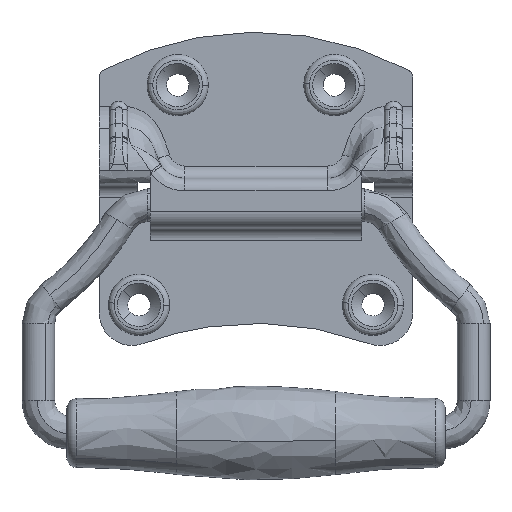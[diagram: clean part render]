
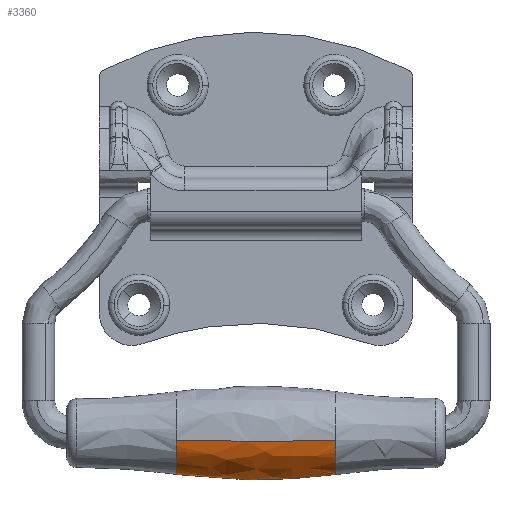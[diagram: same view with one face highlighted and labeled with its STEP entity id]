
A CAD part, front view. The second image highlights one B-rep face of the part: STEP entity #3360.
In plain terms, the highlighted free-form (B-spline) face has degree [2, 2] with [3, 3] control points.
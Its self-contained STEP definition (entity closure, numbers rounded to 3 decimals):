
#3095=CARTESIAN_POINT('',(-19.602,0.,-66.214));
#3096=VERTEX_POINT('',#3095);
#3141=CARTESIAN_POINT('',(19.602,0.,-66.214));
#3142=VERTEX_POINT('',#3141);
#3150=CARTESIAN_POINT('',(-19.602,0.,-66.214));
#3151=CARTESIAN_POINT('',(-13.309,0.,-67.043));
#3152=CARTESIAN_POINT('',(-0.207,0.,-67.93));
#3153=CARTESIAN_POINT('',(12.903,0.,-67.097));
#3154=CARTESIAN_POINT('',(19.602,0.,-66.214));
#3155=B_SPLINE_CURVE_WITH_KNOTS('',3,(#3150,#3151,#3152,#3153,#3154),.UNSPECIFIED.,.F.,.U.,(4,1,4),(0.,19.044,39.317),.UNSPECIFIED.);
#3156=EDGE_CURVE('',#3096,#3142,#3155,.T.);
#3214=CARTESIAN_POINT('',(-19.602,-10.057,-57.783));
#3215=VERTEX_POINT('',#3214);
#3229=CARTESIAN_POINT('',(19.602,-10.057,-57.783));
#3230=VERTEX_POINT('',#3229);
#3231=CARTESIAN_POINT('',(-19.602,-10.057,-57.783));
#3232=CARTESIAN_POINT('',(-13.715,-10.821,-57.918));
#3233=CARTESIAN_POINT('',(-0.62,-11.747,-58.082));
#3234=CARTESIAN_POINT('',(12.497,-10.979,-57.946));
#3235=CARTESIAN_POINT('',(19.602,-10.057,-57.783));
#3236=B_SPLINE_CURVE_WITH_KNOTS('',3,(#3231,#3232,#3233,#3234,#3235),.UNSPECIFIED.,.F.,.U.,(4,1,4),(0.,17.815,39.317),.UNSPECIFIED.);
#3237=EDGE_CURVE('',#3215,#3230,#3236,.T.);
#3290=CARTESIAN_POINT('',(-21.541,0.0,-65.945));
#3291=CARTESIAN_POINT('',(0.,0.0,-69.071));
#3292=CARTESIAN_POINT('',(21.541,0.0,-65.945));
#3293=CARTESIAN_POINT('',(-21.541,-8.337,-65.945));
#3294=CARTESIAN_POINT('',(0.,-10.958,-69.071));
#3295=CARTESIAN_POINT('',(21.541,-8.337,-65.945));
#3296=CARTESIAN_POINT('',(-21.541,-9.793,-57.736));
#3297=CARTESIAN_POINT('',(0.,-12.87,-58.281));
#3298=CARTESIAN_POINT('',(21.541,-9.793,-57.736));
#3306=(BOUNDED_SURFACE()B_SPLINE_SURFACE(2,2,((#3290,#3293,#3296),(#3291,#3294,#3297),(#3292,#3295,#3298)),.UNSPECIFIED.,.F.,.F.,.U.)B_SPLINE_SURFACE_WITH_KNOTS((3,3),(3,3),(0.0,43.307),(0.0,16.726),.UNSPECIFIED.)GEOMETRIC_REPRESENTATION_ITEM()RATIONAL_B_SPLINE_SURFACE(((0.967,0.718,0.907),(0.957,0.71,0.897),(0.967,0.718,0.907)))REPRESENTATION_ITEM('')SURFACE());
#3307=CARTESIAN_POINT('',(-19.602,-7.024,-63.415));
#3308=VERTEX_POINT('',#3307);
#3309=CARTESIAN_POINT('',(-19.602,-7.024,-63.415));
#3310=CARTESIAN_POINT('',(-19.602,-7.664,-62.809));
#3311=CARTESIAN_POINT('',(-19.602,-8.483,-61.802));
#3312=CARTESIAN_POINT('',(-19.602,-9.513,-59.889));
#3313=CARTESIAN_POINT('',(-19.602,-9.903,-58.65));
#3314=CARTESIAN_POINT('',(-19.602,-10.057,-57.783));
#3315=B_SPLINE_CURVE_WITH_KNOTS('',3,(#3309,#3310,#3311,#3312,#3313,#3314),.UNSPECIFIED.,.F.,.U.,(4,1,1,4),(0.,2.643,3.863,6.507),.UNSPECIFIED.);
#3316=EDGE_CURVE('',#3308,#3215,#3315,.T.);
#3317=ORIENTED_EDGE('',*,*,#3316,.F.);
#3318=CARTESIAN_POINT('',(-19.602,-1.407,-66.116));
#3319=VERTEX_POINT('',#3318);
#3320=CARTESIAN_POINT('',(-19.602,-1.407,-66.116));
#3321=CARTESIAN_POINT('',(-19.602,-2.257,-65.998));
#3322=CARTESIAN_POINT('',(-19.602,-3.476,-65.668));
#3323=CARTESIAN_POINT('',(-19.602,-5.382,-64.751));
#3324=CARTESIAN_POINT('',(-19.602,-6.401,-64.005));
#3325=CARTESIAN_POINT('',(-19.602,-7.024,-63.415));
#3326=B_SPLINE_CURVE_WITH_KNOTS('',3,(#3320,#3321,#3322,#3323,#3324,#3325),.UNSPECIFIED.,.F.,.U.,(4,1,1,4),(0.,2.573,3.76,6.333),.UNSPECIFIED.);
#3327=EDGE_CURVE('',#3319,#3308,#3326,.T.);
#3328=ORIENTED_EDGE('',*,*,#3327,.F.);
#3329=CARTESIAN_POINT('',(-19.602,0.,-66.214));
#3330=CARTESIAN_POINT('',(-19.602,-0.471,-66.214));
#3331=CARTESIAN_POINT('',(-19.602,-0.941,-66.181));
#3332=CARTESIAN_POINT('',(-19.602,-1.407,-66.116));
#3333=B_SPLINE_CURVE_WITH_KNOTS('',3,(#3329,#3330,#3331,#3332),.UNSPECIFIED.,.F.,.U.,(4,4),(0.,1.412),.UNSPECIFIED.);
#3334=EDGE_CURVE('',#3096,#3319,#3333,.T.);
#3335=ORIENTED_EDGE('',*,*,#3334,.F.);
#3336=ORIENTED_EDGE('',*,*,#3156,.T.);
#3337=CARTESIAN_POINT('',(19.602,-4.619,-65.109));
#3338=VERTEX_POINT('',#3337);
#3339=CARTESIAN_POINT('',(19.602,0.,-66.214));
#3340=CARTESIAN_POINT('',(19.602,-0.999,-66.214));
#3341=CARTESIAN_POINT('',(19.602,-2.596,-65.977));
#3342=CARTESIAN_POINT('',(19.602,-4.085,-65.38));
#3343=CARTESIAN_POINT('',(19.602,-4.619,-65.109));
#3344=B_SPLINE_CURVE_WITH_KNOTS('',3,(#3339,#3340,#3341,#3342,#3343),.UNSPECIFIED.,.F.,.U.,(4,1,4),(0.,2.996,4.793),.UNSPECIFIED.);
#3345=EDGE_CURVE('',#3142,#3338,#3344,.T.);
#3346=ORIENTED_EDGE('',*,*,#3345,.T.);
#3347=CARTESIAN_POINT('',(19.602,-4.619,-65.109));
#3348=CARTESIAN_POINT('',(19.602,-5.366,-64.731));
#3349=CARTESIAN_POINT('',(19.602,-6.725,-63.816));
#3350=CARTESIAN_POINT('',(19.602,-8.363,-62.021));
#3351=CARTESIAN_POINT('',(19.602,-9.498,-59.985));
#3352=CARTESIAN_POINT('',(19.602,-9.928,-58.51));
#3353=CARTESIAN_POINT('',(19.602,-10.057,-57.783));
#3354=B_SPLINE_CURVE_WITH_KNOTS('',3,(#3347,#3348,#3349,#3350,#3351,#3352,#3353),.UNSPECIFIED.,.F.,.U.,(4,1,1,1,4),(0.,2.512,4.877,7.242,9.459),.UNSPECIFIED.);
#3355=EDGE_CURVE('',#3338,#3230,#3354,.T.);
#3356=ORIENTED_EDGE('',*,*,#3355,.T.);
#3357=ORIENTED_EDGE('',*,*,#3237,.F.);
#3358=EDGE_LOOP('',(#3317,#3328,#3335,#3336,#3346,#3356,#3357));
#3359=FACE_OUTER_BOUND('',#3358,.T.);
#3360=ADVANCED_FACE('',(#3359),#3306,.T.);
